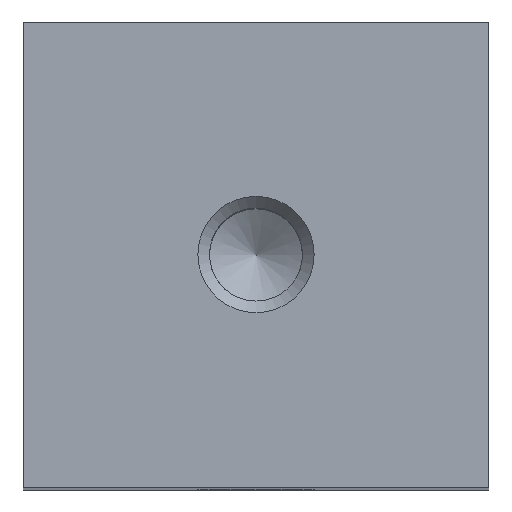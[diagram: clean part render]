
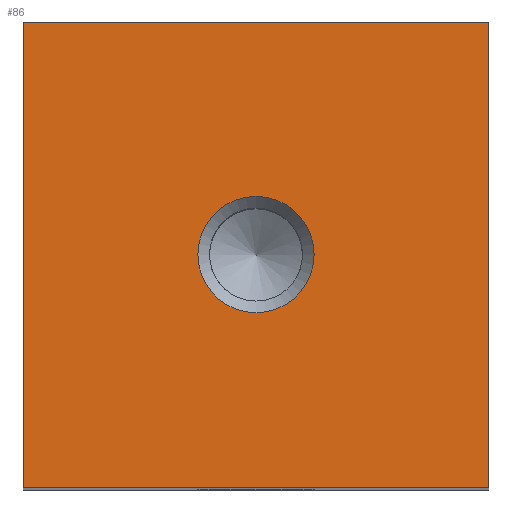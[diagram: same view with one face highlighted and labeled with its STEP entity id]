
A CAD part, top view. The second image highlights one B-rep face of the part: STEP entity #86.
In plain terms, the highlighted planar face has unit normal (0, 0, 1).
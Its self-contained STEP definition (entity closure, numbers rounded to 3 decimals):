
#54=PLANE('',#360);
#60=LINE('',#514,#72);
#61=LINE('',#517,#73);
#62=LINE('',#519,#74);
#63=LINE('',#521,#75);
#72=VECTOR('',#415,1.);
#73=VECTOR('',#416,1.);
#74=VECTOR('',#417,1.);
#75=VECTOR('',#418,1.);
#86=ADVANCED_FACE('',(#126,#127),#54,.T.);
#126=FACE_BOUND('',#168,.T.);
#127=FACE_BOUND('',#169,.T.);
#168=EDGE_LOOP('',(#212));
#169=EDGE_LOOP('',(#213,#214,#215,#216));
#212=ORIENTED_EDGE('',*,*,#308,.F.);
#213=ORIENTED_EDGE('',*,*,#309,.F.);
#214=ORIENTED_EDGE('',*,*,#310,.F.);
#215=ORIENTED_EDGE('',*,*,#311,.F.);
#216=ORIENTED_EDGE('',*,*,#312,.F.);
#280=VERTEX_POINT('',#513);
#281=VERTEX_POINT('',#515);
#282=VERTEX_POINT('',#516);
#283=VERTEX_POINT('',#518);
#284=VERTEX_POINT('',#520);
#308=EDGE_CURVE('',#280,#280,#338,.T.);
#309=EDGE_CURVE('',#281,#282,#60,.T.);
#310=EDGE_CURVE('',#283,#281,#61,.T.);
#311=EDGE_CURVE('',#284,#283,#62,.T.);
#312=EDGE_CURVE('',#282,#284,#63,.T.);
#338=CIRCLE('',#359,1.25);
#359=AXIS2_PLACEMENT_3D('',#512,#413,#414);
#360=AXIS2_PLACEMENT_3D('',#522,#419,#420);
#413=DIRECTION('',(0.,0.,1.));
#414=DIRECTION('',(1.,0.,0.));
#415=DIRECTION('',(-1.,0.,0.));
#416=DIRECTION('',(0.,-1.,0.));
#417=DIRECTION('',(1.,0.,0.));
#418=DIRECTION('',(0.,1.,0.));
#419=DIRECTION('',(0.,0.,1.));
#420=DIRECTION('',(1.,0.,0.));
#512=CARTESIAN_POINT('',(5.,5.,31.));
#513=CARTESIAN_POINT('',(6.25,5.,31.));
#514=CARTESIAN_POINT('',(5.,0.,31.));
#515=CARTESIAN_POINT('',(10.,0.,31.));
#516=CARTESIAN_POINT('',(0.,0.,31.));
#517=CARTESIAN_POINT('',(10.,5.,31.));
#518=CARTESIAN_POINT('',(10.,10.,31.));
#519=CARTESIAN_POINT('',(5.,10.,31.));
#520=CARTESIAN_POINT('',(0.,10.,31.));
#521=CARTESIAN_POINT('',(0.,5.,31.));
#522=CARTESIAN_POINT('',(5.,5.,31.));
